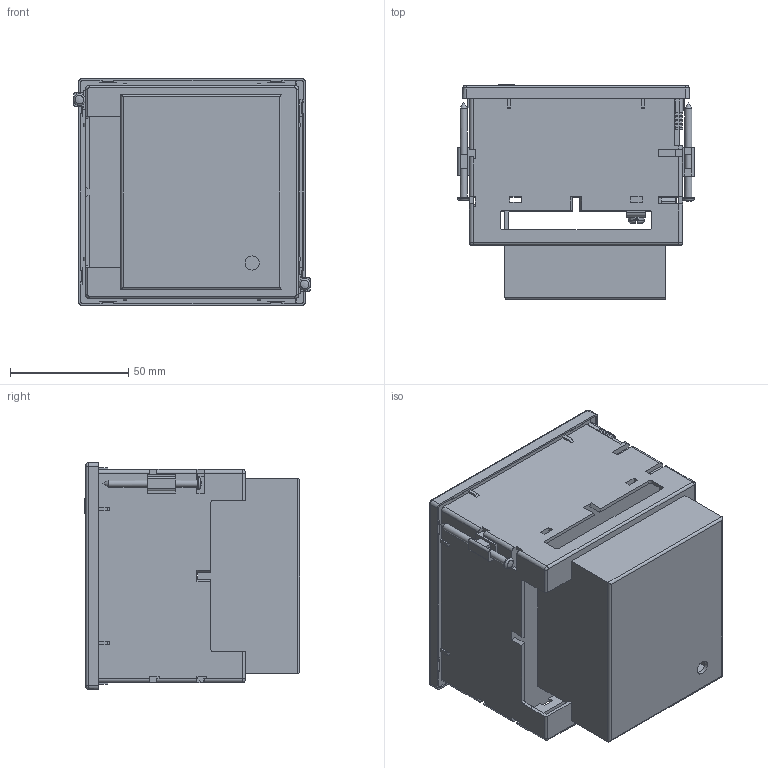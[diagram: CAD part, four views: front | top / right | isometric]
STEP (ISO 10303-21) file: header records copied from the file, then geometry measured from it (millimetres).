
FILE_DESCRIPTION(/* description */ (''),/* implementation_level */ '2;1');
FILE_NAME(/* name */ 'AAL-2.stp',/* time_stamp */ '2022-06-14T10:26:45+02:00',/* author */ ('JDI'),/* organization */ (''),/* preprocessor_version */ 'ST-DEVELOPER v18.1',/* originating_system */ 'Autodesk Inventor 2022',/* authorisation */ '');
FILE_SCHEMA (('AUTOMOTIVE_DESIGN { 1 0 10303 214 3 1 1 }'));
Length unit declared in the file: millimetre
Products named in the file (1): 1200029001_Simplify_1
Bounding box: 100 x 91 x 95.85 mm (x, y, z)
Volume: 108786.8 mm3; surface area: 120605.8 mm2
Topology: 1 solids, 3 shells, 1118 faces, 3174 edges, 2036 vertices
Faces by surface type: plane 815, cylinder 186, bspline 67, cone 24, torus 23, sphere 3
Full cylindrical faces by diameter (mm): 1.2 x2, 1.5 x1, 3 x2, 3.2 x2, 3.8 x2, 4.5 x1, 5 x2, 5.3 x1, 5.5 x1, 6 x4, 9 x1
Entity records: 41477 total; most frequent: CARTESIAN_POINT 11285, ORIENTED_EDGE 6336, DIRECTION 5644, EDGE_CURVE 3170, LINE 2472, VECTOR 2472, VERTEX_POINT 2036, AXIS2_PLACEMENT_3D 1586
